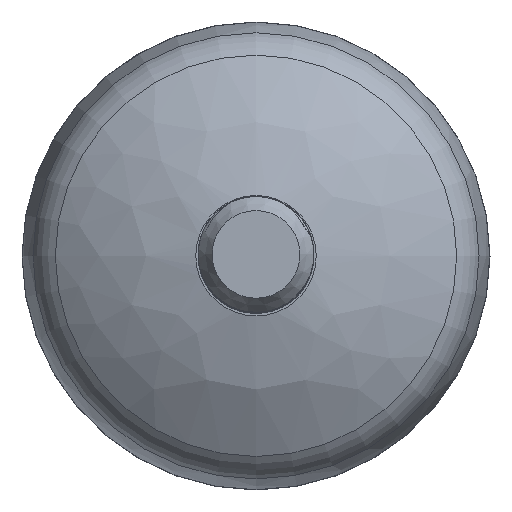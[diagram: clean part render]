
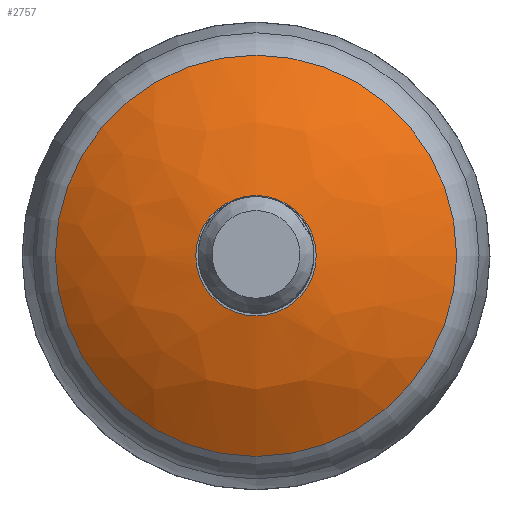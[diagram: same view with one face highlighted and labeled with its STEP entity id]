
A CAD part, top view. The second image highlights one B-rep face of the part: STEP entity #2757.
In plain terms, the highlighted free-form (B-spline) face has degree [2, 2] with [3, 9] control points.
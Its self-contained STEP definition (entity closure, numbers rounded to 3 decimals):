
#735=FACE_OUTER_BOUND('',#895,.T.);
#895=EDGE_LOOP('',(#1875,#1876,#1877,#1878,#1879));
#1061=CIRCLE('',#2944,8.24);
#1062=CIRCLE('',#2945,46.4);
#1063=CIRCLE('',#2946,27.444);
#1064=CIRCLE('',#2947,27.444);
#1102=VERTEX_POINT('',#3710);
#1103=VERTEX_POINT('',#3712);
#1104=VERTEX_POINT('',#3714);
#1407=EDGE_CURVE('',#1102,#1102,#1061,.T.);
#1408=EDGE_CURVE('',#1102,#1103,#1062,.T.);
#1409=EDGE_CURVE('',#1103,#1104,#1063,.F.);
#1410=EDGE_CURVE('',#1104,#1103,#1064,.F.);
#1875=ORIENTED_EDGE('',*,*,#1407,.F.);
#1876=ORIENTED_EDGE('',*,*,#1408,.T.);
#1877=ORIENTED_EDGE('',*,*,#1409,.T.);
#1878=ORIENTED_EDGE('',*,*,#1410,.T.);
#1879=ORIENTED_EDGE('',*,*,#1408,.F.);
#2746=(
BOUNDED_SURFACE()
B_SPLINE_SURFACE(2,2,((#3683,#3684,#3685,#3686,#3687,#3688,#3689,#3690,
#3691),(#3692,#3693,#3694,#3695,#3696,#3697,#3698,#3699,#3700),(#3701,#3702,
#3703,#3704,#3705,#3706,#3707,#3708,#3709)),.UNSPECIFIED.,.F.,.T.,.F.)
B_SPLINE_SURFACE_WITH_KNOTS((3,3),(3,2,2,2,3),(0.963,1.413),
(-3.142,-1.571,0.,1.571,3.142),
 .UNSPECIFIED.)
GEOMETRIC_REPRESENTATION_ITEM()
RATIONAL_B_SPLINE_SURFACE(((1.,0.707,1.,0.707,1.,
0.707,1.,0.707,1.),(0.975,0.689,
0.975,0.689,0.975,0.689,
0.975,0.689,0.975),(1.,0.707,
1.,0.707,1.,0.707,1.,0.707,1.)))
REPRESENTATION_ITEM('')
SURFACE()
);
#2757=ADVANCED_FACE('',(#735),#2746,.F.);
#2944=AXIS2_PLACEMENT_3D('',#3711,#3146,#3147);
#2945=AXIS2_PLACEMENT_3D('',#3713,#3148,#3149);
#2946=AXIS2_PLACEMENT_3D('',#3715,#3150,#3151);
#2947=AXIS2_PLACEMENT_3D('',#3716,#3152,#3153);
#3146=DIRECTION('center_axis',(0.,0.,1.));
#3147=DIRECTION('ref_axis',(1.,0.,0.));
#3148=DIRECTION('center_axis',(0.,-1.,0.));
#3149=DIRECTION('ref_axis',(-1.,0.,0.));
#3150=DIRECTION('center_axis',(0.,0.,-1.));
#3151=DIRECTION('ref_axis',(-1.,0.,0.));
#3152=DIRECTION('center_axis',(0.,0.,-1.));
#3153=DIRECTION('ref_axis',(-1.,0.,0.));
#3683=CARTESIAN_POINT('Ctrl Pts',(144.004,127.821,8.662));
#3684=CARTESIAN_POINT('Ctrl Pts',(144.004,100.377,8.662));
#3685=CARTESIAN_POINT('Ctrl Pts',(171.448,100.377,8.662));
#3686=CARTESIAN_POINT('Ctrl Pts',(198.891,100.377,8.662));
#3687=CARTESIAN_POINT('Ctrl Pts',(198.891,127.821,8.662));
#3688=CARTESIAN_POINT('Ctrl Pts',(198.891,155.265,8.662));
#3689=CARTESIAN_POINT('Ctrl Pts',(171.448,155.265,8.662));
#3690=CARTESIAN_POINT('Ctrl Pts',(144.004,155.265,8.662));
#3691=CARTESIAN_POINT('Ctrl Pts',(144.004,127.821,8.662));
#3692=CARTESIAN_POINT('Ctrl Pts',(152.72,127.821,14.728));
#3693=CARTESIAN_POINT('Ctrl Pts',(152.72,109.094,14.728));
#3694=CARTESIAN_POINT('Ctrl Pts',(171.448,109.094,14.728));
#3695=CARTESIAN_POINT('Ctrl Pts',(190.175,109.094,14.728));
#3696=CARTESIAN_POINT('Ctrl Pts',(190.175,127.821,14.728));
#3697=CARTESIAN_POINT('Ctrl Pts',(190.175,146.548,14.728));
#3698=CARTESIAN_POINT('Ctrl Pts',(171.448,146.548,14.728));
#3699=CARTESIAN_POINT('Ctrl Pts',(152.72,146.548,14.728));
#3700=CARTESIAN_POINT('Ctrl Pts',(152.72,127.821,14.728));
#3701=CARTESIAN_POINT('Ctrl Pts',(163.208,127.821,16.399));
#3702=CARTESIAN_POINT('Ctrl Pts',(163.208,119.581,16.399));
#3703=CARTESIAN_POINT('Ctrl Pts',(171.448,119.581,16.399));
#3704=CARTESIAN_POINT('Ctrl Pts',(179.688,119.581,16.399));
#3705=CARTESIAN_POINT('Ctrl Pts',(179.688,127.821,16.399));
#3706=CARTESIAN_POINT('Ctrl Pts',(179.688,136.061,16.399));
#3707=CARTESIAN_POINT('Ctrl Pts',(171.448,136.061,16.399));
#3708=CARTESIAN_POINT('Ctrl Pts',(163.208,136.061,16.399));
#3709=CARTESIAN_POINT('Ctrl Pts',(163.208,127.821,16.399));
#3710=CARTESIAN_POINT('',(163.208,127.821,16.399));
#3711=CARTESIAN_POINT('Origin',(171.448,127.821,16.399));
#3712=CARTESIAN_POINT('',(144.004,127.821,8.662));
#3713=CARTESIAN_POINT('Origin',(170.508,127.821,-29.424));
#3714=CARTESIAN_POINT('',(198.891,127.821,8.662));
#3715=CARTESIAN_POINT('Origin',(171.448,127.821,8.662));
#3716=CARTESIAN_POINT('Origin',(171.448,127.821,8.662));
